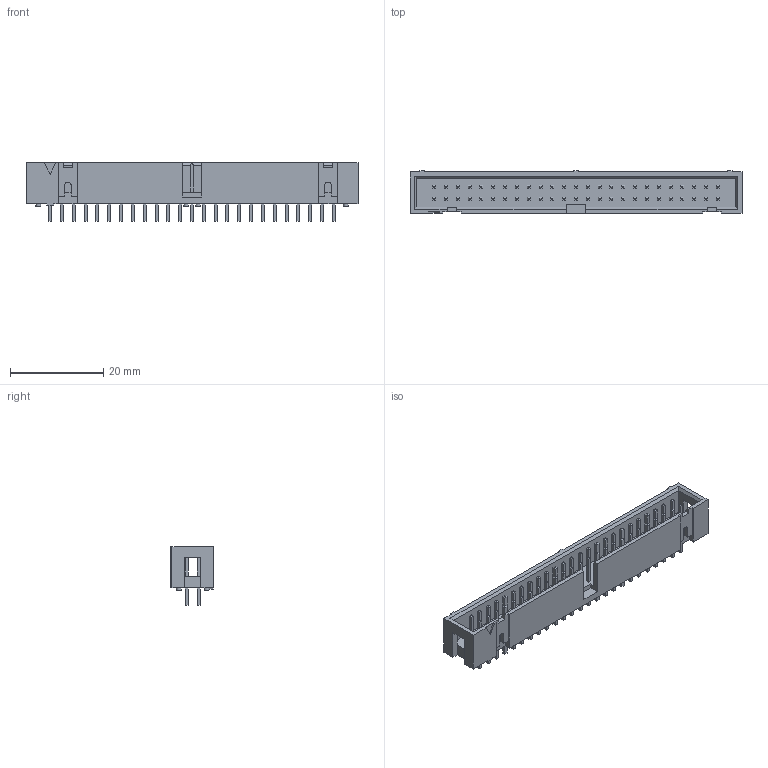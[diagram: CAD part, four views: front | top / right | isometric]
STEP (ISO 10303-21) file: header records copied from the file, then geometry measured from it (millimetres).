
FILE_DESCRIPTION((' '),'2;1');
FILE_NAME( '09185506324.stp', '2022-09-02T09:18:56', (' '), ('--- Datakit www.datakit.com---'), ' Datakit CrossCadWare V2022.3 Jun 15 2022', 'DATAKIT 2022 (c)', ' ');
FILE_SCHEMA(('AP242_MANAGED_MODEL_BASED_3D_ENGINEERING_MIM_LF { 1 0 10303 442 1 1 4 }'));
Length unit declared in the file: millimetre
Products named in the file (1): 09185506324
Bounding box: 71.32 x 9.2 x 12.65 mm (x, y, z)
Volume: 2939 mm3; surface area: 4842.9 mm2
Topology: 1 solids, 1 shells, 789 faces, 1855 edges, 1166 vertices
Faces by surface type: plane 781, cylinder 8
Full cylindrical faces by diameter (mm): 1 x6
Entity records: 22673 total; most frequent: CARTESIAN_POINT 3805, ORIENTED_EDGE 3698, DIRECTION 3445, EDGE_CURVE 1849, VECTOR 1833, LINE 1833, VERTEX_POINT 1166, EDGE_LOOP 901
